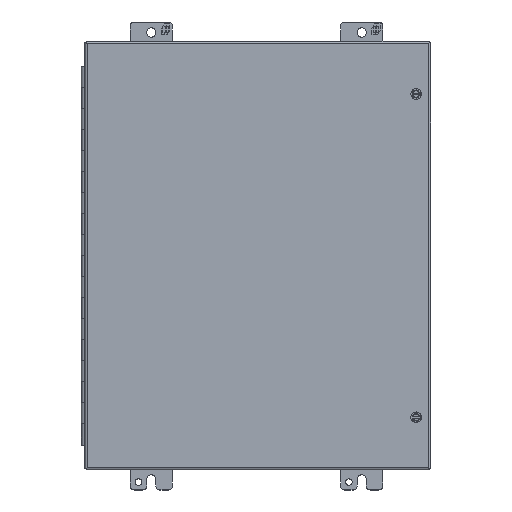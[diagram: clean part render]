
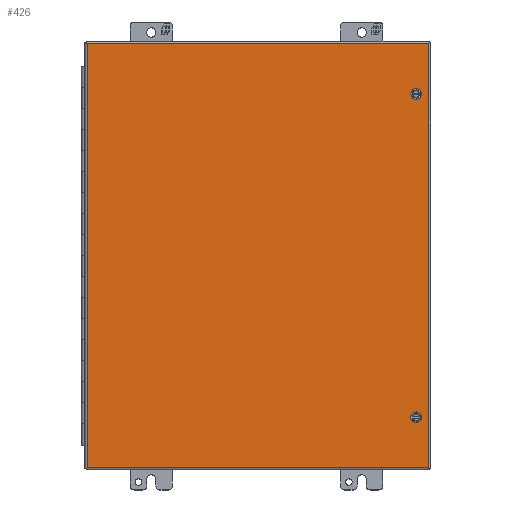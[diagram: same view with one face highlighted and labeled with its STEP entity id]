
A CAD part, top view. The second image highlights one B-rep face of the part: STEP entity #426.
In plain terms, the highlighted planar face has unit normal (0, 0, 1).
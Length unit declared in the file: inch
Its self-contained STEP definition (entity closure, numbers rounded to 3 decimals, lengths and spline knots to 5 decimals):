
#426 = ADVANCED_FACE ( 'NONE', ( #754, #6510, #32345 ), #23768, .T. ) ;
#754 = FACE_OUTER_BOUND ( 'NONE', #3351, .T. ) ;
#1101 = DIRECTION ( 'NONE',  ( 0., -1., 0. ) ) ;
#1373 = AXIS2_PLACEMENT_3D ( 'NONE', #35728, #10004, #3773 ) ;
#1571 = DIRECTION ( 'NONE',  ( 0., 0., -1. ) ) ;
#1821 = EDGE_CURVE ( 'NONE', #22279, #13311, #9238, .T. ) ;
#2049 = ORIENTED_EDGE ( 'NONE', *, *, #26313, .T. ) ;
#2626 = VERTEX_POINT ( 'NONE', #25232 ) ;
#3351 = EDGE_LOOP ( 'NONE', ( #34298, #10790, #2049, #29626 ) ) ;
#3773 = DIRECTION ( 'NONE',  ( 0., -1., 0. ) ) ;
#5609 = VECTOR ( 'NONE', #31363, 39.37008 ) ;
#5848 = LINE ( 'NONE', #17261, #10887 ) ;
#6510 = FACE_BOUND ( 'NONE', #17843, .T. ) ;
#7381 = VERTEX_POINT ( 'NONE', #13193 ) ;
#8355 = LINE ( 'NONE', #33207, #16873 ) ;
#9238 = LINE ( 'NONE', #20694, #5609 ) ;
#9446 = EDGE_CURVE ( 'NONE', #11422, #22086, #8355, .T. ) ;
#10004 = DIRECTION ( 'NONE',  ( 0., 0., 1. ) ) ;
#10005 = EDGE_CURVE ( 'NONE', #13311, #11422, #5848, .T. ) ;
#10364 = EDGE_CURVE ( 'NONE', #2626, #2626, #30062, .T. ) ;
#10790 = ORIENTED_EDGE ( 'NONE', *, *, #9446, .T. ) ;
#10887 = VECTOR ( 'NONE', #25512, 39.37008 ) ;
#10906 = AXIS2_PLACEMENT_3D ( 'NONE', #36336, #1571, #12928 ) ;
#11422 = VERTEX_POINT ( 'NONE', #20607 ) ;
#11531 = DIRECTION ( 'NONE',  ( 0., -1., 0. ) ) ;
#11908 = CARTESIAN_POINT ( 'NONE',  ( -8.05202, -10.0795, 9.172 ) ) ;
#12676 = CARTESIAN_POINT ( 'NONE',  ( 8.16998, -10.0795, 9.172 ) ) ;
#12928 = DIRECTION ( 'NONE',  ( 0., -1., 0. ) ) ;
#13193 = CARTESIAN_POINT ( 'NONE',  ( 7.58998, -7.8195, 9.172 ) ) ;
#13311 = VERTEX_POINT ( 'NONE', #12676 ) ;
#15223 = AXIS2_PLACEMENT_3D ( 'NONE', #19970, #16975, #11531 ) ;
#16873 = VECTOR ( 'NONE', #35822, 39.37008 ) ;
#16975 = DIRECTION ( 'NONE',  ( 0., 0., -1. ) ) ;
#17261 = CARTESIAN_POINT ( 'NONE',  ( 8.16998, -10.0795, 9.172 ) ) ;
#17843 = EDGE_LOOP ( 'NONE', ( #27223 ) ) ;
#18393 = EDGE_LOOP ( 'NONE', ( #19689 ) ) ;
#19689 = ORIENTED_EDGE ( 'NONE', *, *, #29469, .T. ) ;
#19784 = VECTOR ( 'NONE', #1101, 39.37008 ) ;
#19970 = CARTESIAN_POINT ( 'NONE',  ( 7.58998, -7.6865, 9.172 ) ) ;
#20607 = CARTESIAN_POINT ( 'NONE',  ( 8.16998, 10.0795, 9.172 ) ) ;
#20694 = CARTESIAN_POINT ( 'NONE',  ( -8.05202, -10.0795, 9.172 ) ) ;
#22086 = VERTEX_POINT ( 'NONE', #36917 ) ;
#22279 = VERTEX_POINT ( 'NONE', #25353 ) ;
#23768 = PLANE ( 'NONE',  #1373 ) ;
#25232 = CARTESIAN_POINT ( 'NONE',  ( 7.58998, 7.5535, 9.172 ) ) ;
#25353 = CARTESIAN_POINT ( 'NONE',  ( -8.05202, -10.0795, 9.172 ) ) ;
#25512 = DIRECTION ( 'NONE',  ( 0., 1., 0. ) ) ;
#26313 = EDGE_CURVE ( 'NONE', #22086, #22279, #29509, .T. ) ;
#27223 = ORIENTED_EDGE ( 'NONE', *, *, #10364, .T. ) ;
#29469 = EDGE_CURVE ( 'NONE', #7381, #7381, #33175, .T. ) ;
#29509 = LINE ( 'NONE', #11908, #19784 ) ;
#29626 = ORIENTED_EDGE ( 'NONE', *, *, #1821, .T. ) ;
#30062 = CIRCLE ( 'NONE', #10906, 0.133 ) ;
#31363 = DIRECTION ( 'NONE',  ( 1., 0., 0. ) ) ;
#32345 = FACE_BOUND ( 'NONE', #18393, .T. ) ;
#33175 = CIRCLE ( 'NONE', #15223, 0.133 ) ;
#33207 = CARTESIAN_POINT ( 'NONE',  ( -8.05202, 10.0795, 9.172 ) ) ;
#34298 = ORIENTED_EDGE ( 'NONE', *, *, #10005, .T. ) ;
#35728 = CARTESIAN_POINT ( 'NONE',  ( -8.05202, -10.0795, 9.172 ) ) ;
#35822 = DIRECTION ( 'NONE',  ( -1., 0., 0. ) ) ;
#36336 = CARTESIAN_POINT ( 'NONE',  ( 7.58998, 7.6865, 9.172 ) ) ;
#36917 = CARTESIAN_POINT ( 'NONE',  ( -8.05202, 10.0795, 9.172 ) ) ;
